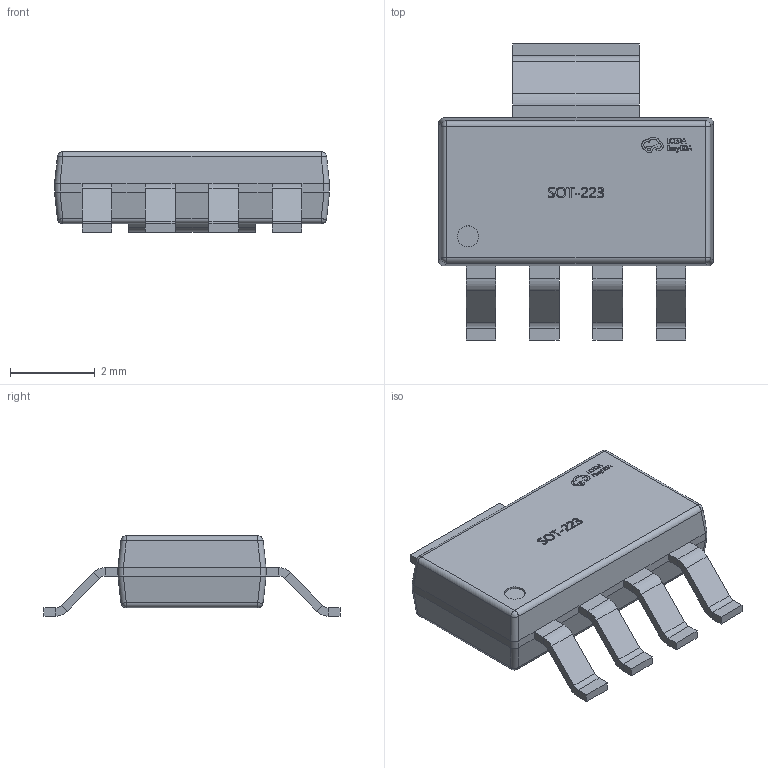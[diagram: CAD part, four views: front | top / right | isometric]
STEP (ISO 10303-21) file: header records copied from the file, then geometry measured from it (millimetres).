
FILE_DESCRIPTION (( 'STEP AP214' ), '1' );
FILE_NAME ('SOT-223-5_L6.5-W3.5-H1.6-LS7.0-P1.50.step', '2022-07-26T10:59:31', ( '' ), ( '' ), 'SwSTEP 2.0', 'SolidWorks 2020', '' );
FILE_SCHEMA (( 'AUTOMOTIVE_DESIGN' ));
Length unit declared in the file: millimetre
Products named in the file (1): SOT-223-5_L6.5-W3.5-H1.6-LS7.0-P1.50
Bounding box: 6.5 x 7 x 1.9 mm (x, y, z)
Volume: 39.8 mm3; surface area: 103.3 mm2
Topology: 14 solids, 14 shells, 531 faces, 1337 edges, 850 vertices
Faces by surface type: plane 321, bspline 160, cylinder 42, sphere 8
Entity records: 25579 total; most frequent: CARTESIAN_POINT 8015, ORIENTED_EDGE 2674, DIRECTION 1801, EDGE_CURVE 1337, LINE 921, VECTOR 921, VERTEX_POINT 850, EDGE_LOOP 559
